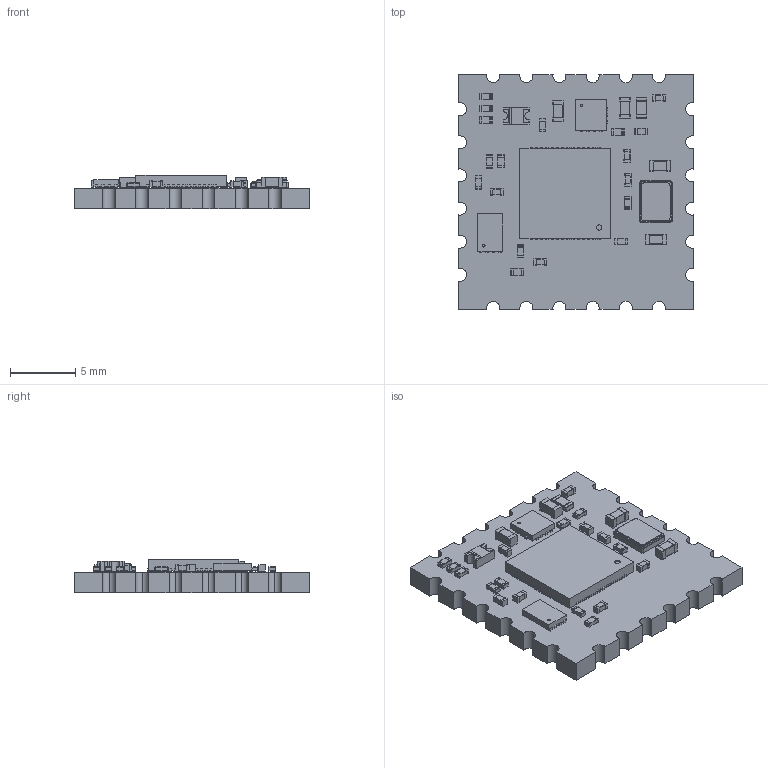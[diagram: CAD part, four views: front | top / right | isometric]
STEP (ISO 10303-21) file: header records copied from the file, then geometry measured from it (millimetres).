
FILE_DESCRIPTION(('KiCad electronic assembly'),'2;1');
FILE_NAME('altmode_friend.step','2022-11-17T08:18:18',('Pcbnew'),( 'Kicad'),'Open CASCADE STEP processor 7.5','KiCad to STEP converter' ,'Unknown');
FILE_SCHEMA(('AUTOMOTIVE_DESIGN { 1 0 10303 214 1 1 1 1 }'));
Length unit declared in the file: millimetre
Products named in the file (20): altmode_friend 1; R_0402_1005Metric; SOLID; C_0603_1608Metric; C_0402_1005Metric; DFN-8-1EP_3x2mm_P0.5mm_EP1.3x1.5mm; Crystal_SMD_3225-4Pin_3.2x2.5mm; R_0603_1608Metric; WQFN-14-1EP_2.5x2.5mm_P0.5mm_EP1.45x1.45mm; D_0805_2012Metric; QFN-56-1EP_7x7mm_P0.4mm_EP3.2x3.2mm; altmode_friend PCB
Assembly tree (38 placements, depth 3):
  altmode_friend 1
    R_0402_1005Metric  x10
      SOLID
    C_0603_1608Metric  x4
      SOLID
    C_0402_1005Metric  x8
      SOLID
    DFN-8-1EP_3x2mm_P0.5mm_EP1.3x1.5mm
      SOLID
    Crystal_SMD_3225-4Pin_3.2x2.5mm
      SOLID
    R_0603_1608Metric
      SOLID
    WQFN-14-1EP_2.5x2.5mm_P0.5mm_EP1.45x1.45mm
      SOLID
    D_0805_2012Metric
      SOLID
    QFN-56-1EP_7x7mm_P0.4mm_EP3.2x3.2mm
      SOLID
    altmode_friend PCB
Bounding box: 18 x 18 x 2.6 mm (x, y, z)
Volume: 563.7 mm3; surface area: 1036 mm2
Topology: 29 solids, 29 shells, 1271 faces, 3496 edges, 2316 vertices
Faces by surface type: plane 968, cylinder 303
Full cylindrical faces by diameter (mm): 0.2 x2, 0.4 x1
Entity records: 55896 total; most frequent: CARTESIAN_POINT 9594, DIRECTION 8123, LINE 5944, VECTOR 5944, ORIENTED_EDGE 4328, PCURVE 4328, DEFINITIONAL_REPRESENTATION 4328, EDGE_CURVE 2164
